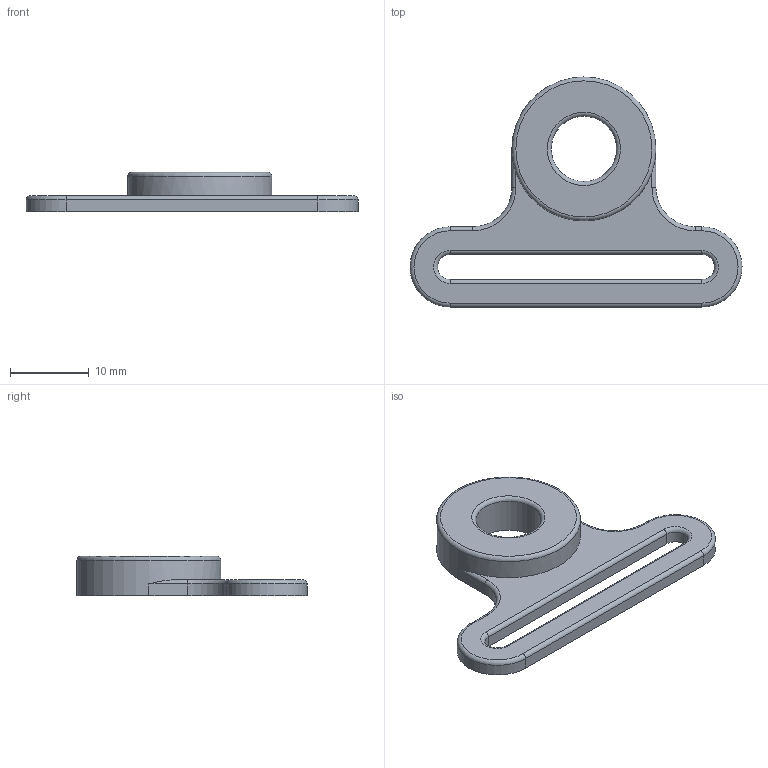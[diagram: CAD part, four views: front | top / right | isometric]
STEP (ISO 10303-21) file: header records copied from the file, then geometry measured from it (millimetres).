
FILE_DESCRIPTION(/* description */ (''),/* implementation_level */ '2;1');
FILE_NAME(/* name */ 'bed fixed mount.step',/* time_stamp */ '2022-10-29T02:11:51+08:00',/* author */ (''),/* organization */ (''),/* preprocessor_version */ 'ST-DEVELOPER v19.2',/* originating_system */ 'Autodesk Translation Framework v11.17.0.187',/* authorisation */ '');
FILE_SCHEMA (('AUTOMOTIVE_DESIGN { 1 0 10303 214 3 1 1 }'));
Length unit declared in the file: millimetre
Products named in the file (1): bed fixed mount
Bounding box: 42.2 x 29.25 x 5 mm (x, y, z)
Volume: 1747.4 mm3; surface area: 1775.8 mm2
Topology: 1 solids, 1 shells, 33 faces, 79 edges, 48 vertices
Faces by surface type: cylinder 15, plane 10, torus 8
Full cylindrical faces by diameter (mm): 8.3 x1, 18.3 x1
Entity records: 1008 total; most frequent: DIRECTION 185, CARTESIAN_POINT 171, ORIENTED_EDGE 158, EDGE_CURVE 79, AXIS2_PLACEMENT_3D 74, VERTEX_POINT 48, CIRCLE 40, EDGE_LOOP 37
